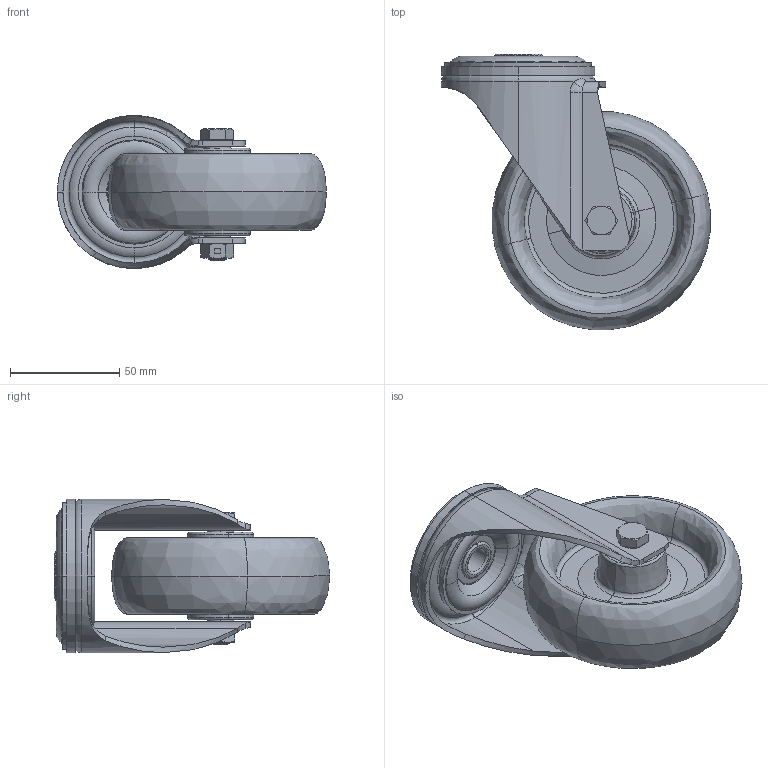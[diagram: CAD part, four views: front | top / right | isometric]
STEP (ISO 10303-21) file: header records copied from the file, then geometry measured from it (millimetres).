
FILE_DESCRIPTION (( 'STEP AP214' ), '1' );
FILE_NAME ('0056039.step', '2023-06-13T10:51:35', ( '' ), ( '' ), 'SwSTEP 2.0', 'SolidWorks 2020', '' );
FILE_SCHEMA (( 'AUTOMOTIVE_DESIGN' ));
Length unit declared in the file: millimetre
Products named in the file (1): 0056039
Bounding box: 122.87 x 125.87 x 70 mm (x, y, z)
Volume: 204106.5 mm3; surface area: 78369.2 mm2
Topology: 7 solids, 8 shells, 438 faces, 1012 edges, 616 vertices
Faces by surface type: plane 168, torus 78, bspline 67, cone 64, cylinder 61
Entity records: 20896 total; most frequent: CARTESIAN_POINT 6388, ORIENTED_EDGE 2024, DIRECTION 1910, EDGE_CURVE 1012, AXIS2_PLACEMENT_3D 719, VERTEX_POINT 616, EDGE_LOOP 482, LINE 472
